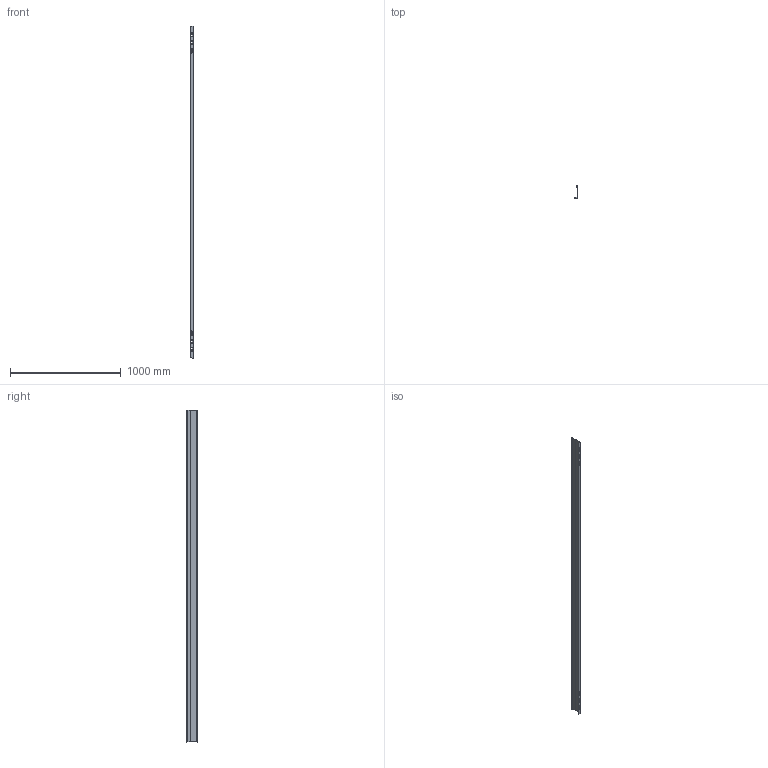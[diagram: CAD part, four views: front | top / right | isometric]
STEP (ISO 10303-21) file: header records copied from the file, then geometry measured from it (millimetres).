
FILE_DESCRIPTION((''),'2;1');
FILE_NAME('6062335','2015-06-18T',('AndreasKeweloh'),(''),'CREO PARAMETRIC BY PTC INC, 2015080','CREO PARAMETRIC BY PTC INC, 2015080','');
FILE_SCHEMA(('CONFIG_CONTROL_DESIGN'));
Length unit declared in the file: millimetre
Products named in the file (1): 6062335
Bounding box: 26 x 106 x 3000 mm (x, y, z)
Volume: 330809.4 mm3; surface area: 885678.7 mm2
Topology: 1 solids, 1 shells, 70 faces, 194 edges, 126 vertices
Faces by surface type: plane 45, cylinder 25
Entity records: 2318 total; most frequent: CARTESIAN_POINT 407, DIRECTION 400, ORIENTED_EDGE 388, EDGE_CURVE 194, AXIS2_PLACEMENT_3D 141, VERTEX_POINT 126, VECTOR 118, LINE 118
